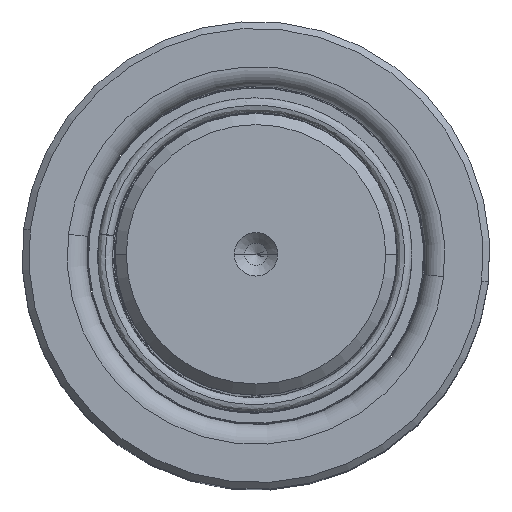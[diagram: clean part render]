
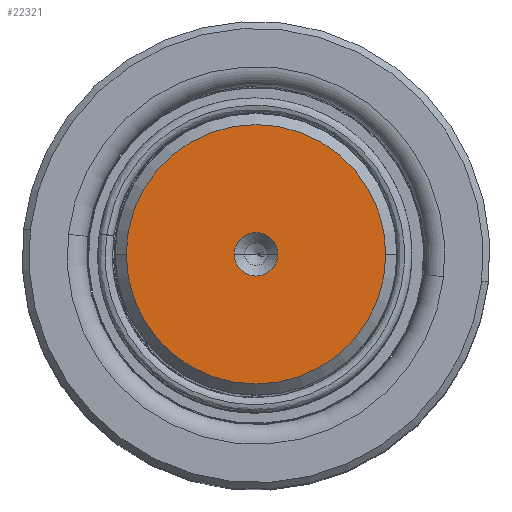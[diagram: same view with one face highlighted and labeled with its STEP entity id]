
A CAD part, top view. The second image highlights one B-rep face of the part: STEP entity #22321.
In plain terms, the highlighted planar face has unit normal (0, 0, 1).
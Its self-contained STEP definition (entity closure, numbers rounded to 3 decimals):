
#1759 = DIRECTION ( 'NONE',  ( 1., 0., 0. ) ) ;
#4146 = CIRCLE ( 'NONE', #21282, 3.85 ) ;
#4201 = VERTEX_POINT ( 'NONE', #43742 ) ;
#7287 = AXIS2_PLACEMENT_3D ( 'NONE', #33451, #37861, #1759 ) ;
#7765 = CARTESIAN_POINT ( 'NONE',  ( -23.016, 0., 220. ) ) ;
#10198 = EDGE_CURVE ( 'NONE', #38282, #4201, #4146, .T. ) ;
#10657 = EDGE_CURVE ( 'NONE', #4201, #38282, #13591, .T. ) ;
#12446 = ORIENTED_EDGE ( 'NONE', *, *, #10657, .F. ) ;
#13591 = CIRCLE ( 'NONE', #26388, 3.85 ) ;
#14160 = DIRECTION ( 'NONE',  ( 1., 0., 0. ) ) ;
#16090 = AXIS2_PLACEMENT_3D ( 'NONE', #21579, #26334, #26173 ) ;
#18510 = CARTESIAN_POINT ( 'NONE',  ( 0., 0., 220. ) ) ;
#18831 = DIRECTION ( 'NONE',  ( 0., 0., 1. ) ) ;
#20278 = FACE_BOUND ( 'NONE', #25783, .T. ) ;
#20437 = ORIENTED_EDGE ( 'NONE', *, *, #43018, .T. ) ;
#21282 = AXIS2_PLACEMENT_3D ( 'NONE', #41412, #33488, #14160 ) ;
#21579 = CARTESIAN_POINT ( 'NONE',  ( 0., 0., 220. ) ) ;
#22101 = VERTEX_POINT ( 'NONE', #7765 ) ;
#22171 = FACE_OUTER_BOUND ( 'NONE', #22553, .T. ) ;
#22321 = ADVANCED_FACE ( 'NONE', ( #20278, #22171 ), #49806, .T. ) ;
#22553 = EDGE_LOOP ( 'NONE', ( #48892, #20437 ) ) ;
#24269 = AXIS2_PLACEMENT_3D ( 'NONE', #31142, #18831, #39049 ) ;
#25783 = EDGE_LOOP ( 'NONE', ( #30980, #12446 ) ) ;
#25970 = CIRCLE ( 'NONE', #24269, 23.016 ) ;
#26173 = DIRECTION ( 'NONE',  ( 1., 0., 0. ) ) ;
#26334 = DIRECTION ( 'NONE',  ( 0., 0., 1. ) ) ;
#26388 = AXIS2_PLACEMENT_3D ( 'NONE', #18510, #38719, #38546 ) ;
#30704 = CIRCLE ( 'NONE', #16090, 23.016 ) ;
#30980 = ORIENTED_EDGE ( 'NONE', *, *, #10198, .F. ) ;
#31142 = CARTESIAN_POINT ( 'NONE',  ( 0., 0., 220. ) ) ;
#33451 = CARTESIAN_POINT ( 'NONE',  ( 0., 0., 220. ) ) ;
#33488 = DIRECTION ( 'NONE',  ( 0., 0., 1. ) ) ;
#33628 = VERTEX_POINT ( 'NONE', #45262 ) ;
#37861 = DIRECTION ( 'NONE',  ( 0., 0., 1. ) ) ;
#38282 = VERTEX_POINT ( 'NONE', #51254 ) ;
#38546 = DIRECTION ( 'NONE',  ( 1., 0., 0. ) ) ;
#38719 = DIRECTION ( 'NONE',  ( 0., 0., 1. ) ) ;
#39049 = DIRECTION ( 'NONE',  ( 1., 0., 0. ) ) ;
#41412 = CARTESIAN_POINT ( 'NONE',  ( 0., 0., 220. ) ) ;
#43018 = EDGE_CURVE ( 'NONE', #33628, #22101, #30704, .T. ) ;
#43742 = CARTESIAN_POINT ( 'NONE',  ( -3.85, 0., 220. ) ) ;
#45262 = CARTESIAN_POINT ( 'NONE',  ( 23.016, 0., 220. ) ) ;
#48892 = ORIENTED_EDGE ( 'NONE', *, *, #49226, .T. ) ;
#49226 = EDGE_CURVE ( 'NONE', #22101, #33628, #25970, .T. ) ;
#49806 = PLANE ( 'NONE',  #7287 ) ;
#51254 = CARTESIAN_POINT ( 'NONE',  ( 3.85, 0., 220. ) ) ;
